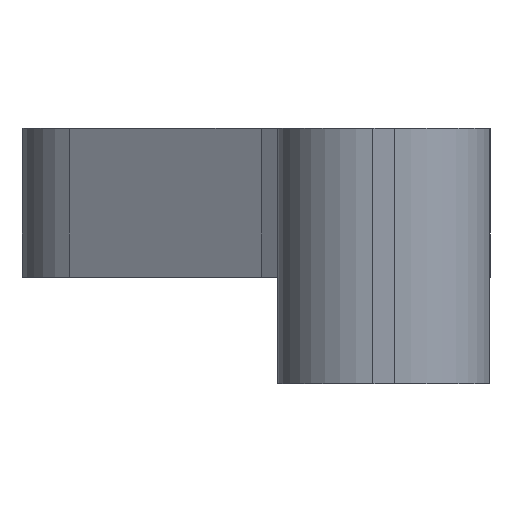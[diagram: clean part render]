
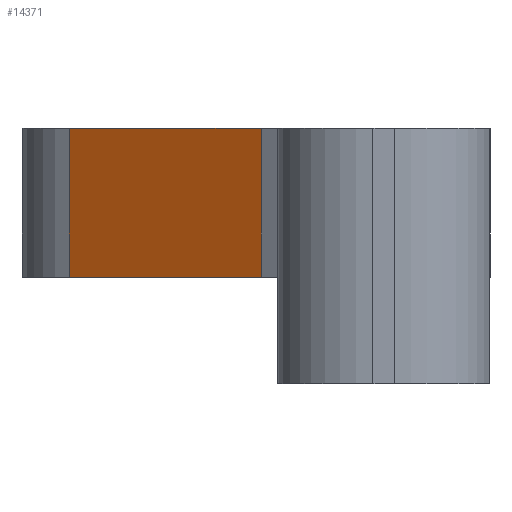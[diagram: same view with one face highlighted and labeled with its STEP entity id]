
A CAD part, left-side view. The second image highlights one B-rep face of the part: STEP entity #14371.
In plain terms, the highlighted planar face has unit normal (-0.832, 0.554, 0).
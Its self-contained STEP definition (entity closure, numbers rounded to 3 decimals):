
#6952 = PLANE('',#6953);
#6953 = AXIS2_PLACEMENT_3D('',#6954,#6955,#6956);
#6954 = CARTESIAN_POINT('',(-21.722,6.982,52.));
#6955 = DIRECTION('',(0.,0.,1.));
#6956 = DIRECTION('',(0.,1.,0.));
#8411 = PLANE('',#8412);
#8412 = AXIS2_PLACEMENT_3D('',#8413,#8414,#8415);
#8413 = CARTESIAN_POINT('',(-21.722,6.982,45.));
#8414 = DIRECTION('',(0.,0.,1.));
#8415 = DIRECTION('',(0.,1.,0.));
#10312 = VERTEX_POINT('',#10313);
#10313 = CARTESIAN_POINT('',(14.839,20.772,52.));
#10328 = CYLINDRICAL_SURFACE('',#10329,5.);
#10329 = AXIS2_PLACEMENT_3D('',#10330,#10331,#10332);
#10330 = CARTESIAN_POINT('',(19.,18.,52.));
#10331 = DIRECTION('',(0.,0.,1.));
#10332 = DIRECTION('',(1.,0.,0.));
#10340 = EDGE_CURVE('',#10312,#10341,#10343,.T.);
#10341 = VERTEX_POINT('',#10342);
#10342 = CARTESIAN_POINT('',(8.831,11.753,52.));
#10343 = SURFACE_CURVE('',#10344,(#10348,#10355),.PCURVE_S1.);
#10344 = LINE('',#10345,#10346);
#10345 = CARTESIAN_POINT('',(14.839,20.772,52.));
#10346 = VECTOR('',#10347,1.);
#10347 = DIRECTION('',(-0.554,-0.832,0.));
#10348 = PCURVE('',#6952,#10349);
#10349 = DEFINITIONAL_REPRESENTATION('',(#10350),#10354);
#10350 = LINE('',#10351,#10352);
#10351 = CARTESIAN_POINT('',(13.79,-36.561));
#10352 = VECTOR('',#10353,1.);
#10353 = DIRECTION('',(-0.832,0.554));
#10354 = ( GEOMETRIC_REPRESENTATION_CONTEXT(2) 
PARAMETRIC_REPRESENTATION_CONTEXT() REPRESENTATION_CONTEXT('2D SPACE',''
  ) );
#10355 = PCURVE('',#10356,#10361);
#10356 = PLANE('',#10357);
#10357 = AXIS2_PLACEMENT_3D('',#10358,#10359,#10360);
#10358 = CARTESIAN_POINT('',(14.839,20.772,52.));
#10359 = DIRECTION('',(-0.832,0.554,0.));
#10360 = DIRECTION('',(-0.554,-0.832,0.));
#10361 = DEFINITIONAL_REPRESENTATION('',(#10362),#10366);
#10362 = LINE('',#10363,#10364);
#10363 = CARTESIAN_POINT('',(0.,0.));
#10364 = VECTOR('',#10365,1.);
#10365 = DIRECTION('',(1.,0.));
#10366 = ( GEOMETRIC_REPRESENTATION_CONTEXT(2) 
PARAMETRIC_REPRESENTATION_CONTEXT() REPRESENTATION_CONTEXT('2D SPACE',''
  ) );
#10385 = CYLINDRICAL_SURFACE('',#10386,8.422);
#10386 = AXIS2_PLACEMENT_3D('',#10387,#10388,#10389);
#10387 = CARTESIAN_POINT('',(1.821,16.422,52.));
#10388 = DIRECTION('',(0.,0.,1.));
#10389 = DIRECTION('',(1.,0.,0.));
#12319 = VERTEX_POINT('',#12320);
#12320 = CARTESIAN_POINT('',(14.839,20.772,45.));
#12342 = EDGE_CURVE('',#12319,#12343,#12345,.T.);
#12343 = VERTEX_POINT('',#12344);
#12344 = CARTESIAN_POINT('',(8.831,11.753,45.));
#12345 = SURFACE_CURVE('',#12346,(#12350,#12357),.PCURVE_S1.);
#12346 = LINE('',#12347,#12348);
#12347 = CARTESIAN_POINT('',(14.839,20.772,45.));
#12348 = VECTOR('',#12349,1.);
#12349 = DIRECTION('',(-0.554,-0.832,0.));
#12350 = PCURVE('',#8411,#12351);
#12351 = DEFINITIONAL_REPRESENTATION('',(#12352),#12356);
#12352 = LINE('',#12353,#12354);
#12353 = CARTESIAN_POINT('',(13.79,-36.561));
#12354 = VECTOR('',#12355,1.);
#12355 = DIRECTION('',(-0.832,0.554));
#12356 = ( GEOMETRIC_REPRESENTATION_CONTEXT(2) 
PARAMETRIC_REPRESENTATION_CONTEXT() REPRESENTATION_CONTEXT('2D SPACE',''
  ) );
#12357 = PCURVE('',#10356,#12358);
#12358 = DEFINITIONAL_REPRESENTATION('',(#12359),#12363);
#12359 = LINE('',#12360,#12361);
#12360 = CARTESIAN_POINT('',(0.,-7.));
#12361 = VECTOR('',#12362,1.);
#12362 = DIRECTION('',(1.,0.));
#12363 = ( GEOMETRIC_REPRESENTATION_CONTEXT(2) 
PARAMETRIC_REPRESENTATION_CONTEXT() REPRESENTATION_CONTEXT('2D SPACE',''
  ) );
#14350 = EDGE_CURVE('',#10341,#12343,#14351,.T.);
#14351 = SURFACE_CURVE('',#14352,(#14356,#14363),.PCURVE_S1.);
#14352 = LINE('',#14353,#14354);
#14353 = CARTESIAN_POINT('',(8.831,11.753,52.));
#14354 = VECTOR('',#14355,1.);
#14355 = DIRECTION('',(0.,0.,-1.));
#14356 = PCURVE('',#10385,#14357);
#14357 = DEFINITIONAL_REPRESENTATION('',(#14358),#14362);
#14358 = LINE('',#14359,#14360);
#14359 = CARTESIAN_POINT('',(5.696,0.));
#14360 = VECTOR('',#14361,1.);
#14361 = DIRECTION('',(0.,-1.));
#14362 = ( GEOMETRIC_REPRESENTATION_CONTEXT(2) 
PARAMETRIC_REPRESENTATION_CONTEXT() REPRESENTATION_CONTEXT('2D SPACE',''
  ) );
#14363 = PCURVE('',#10356,#14364);
#14364 = DEFINITIONAL_REPRESENTATION('',(#14365),#14369);
#14365 = LINE('',#14366,#14367);
#14366 = CARTESIAN_POINT('',(10.836,0.));
#14367 = VECTOR('',#14368,1.);
#14368 = DIRECTION('',(0.,-1.));
#14369 = ( GEOMETRIC_REPRESENTATION_CONTEXT(2) 
PARAMETRIC_REPRESENTATION_CONTEXT() REPRESENTATION_CONTEXT('2D SPACE',''
  ) );
#14371 = ADVANCED_FACE('',(#14372),#10356,.T.);
#14372 = FACE_BOUND('',#14373,.T.);
#14373 = EDGE_LOOP('',(#14374,#14395,#14396,#14397));
#14374 = ORIENTED_EDGE('',*,*,#14375,.T.);
#14375 = EDGE_CURVE('',#10312,#12319,#14376,.T.);
#14376 = SURFACE_CURVE('',#14377,(#14381,#14388),.PCURVE_S1.);
#14377 = LINE('',#14378,#14379);
#14378 = CARTESIAN_POINT('',(14.839,20.772,52.));
#14379 = VECTOR('',#14380,1.);
#14380 = DIRECTION('',(0.,0.,-1.));
#14381 = PCURVE('',#10356,#14382);
#14382 = DEFINITIONAL_REPRESENTATION('',(#14383),#14387);
#14383 = LINE('',#14384,#14385);
#14384 = CARTESIAN_POINT('',(0.,0.));
#14385 = VECTOR('',#14386,1.);
#14386 = DIRECTION('',(0.,-1.));
#14387 = ( GEOMETRIC_REPRESENTATION_CONTEXT(2) 
PARAMETRIC_REPRESENTATION_CONTEXT() REPRESENTATION_CONTEXT('2D SPACE',''
  ) );
#14388 = PCURVE('',#10328,#14389);
#14389 = DEFINITIONAL_REPRESENTATION('',(#14390),#14394);
#14390 = LINE('',#14391,#14392);
#14391 = CARTESIAN_POINT('',(2.554,0.));
#14392 = VECTOR('',#14393,1.);
#14393 = DIRECTION('',(0.,-1.));
#14394 = ( GEOMETRIC_REPRESENTATION_CONTEXT(2) 
PARAMETRIC_REPRESENTATION_CONTEXT() REPRESENTATION_CONTEXT('2D SPACE',''
  ) );
#14395 = ORIENTED_EDGE('',*,*,#12342,.T.);
#14396 = ORIENTED_EDGE('',*,*,#14350,.F.);
#14397 = ORIENTED_EDGE('',*,*,#10340,.F.);
